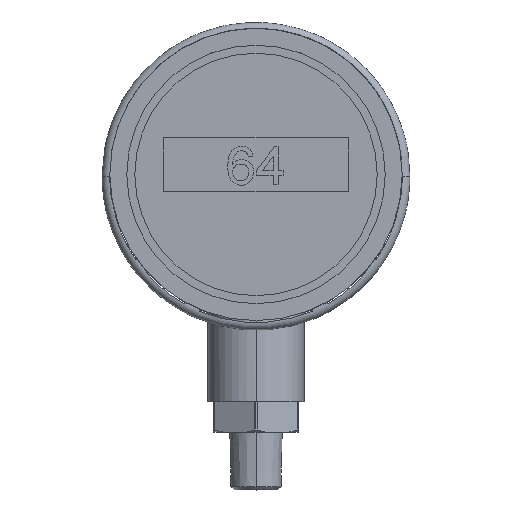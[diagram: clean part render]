
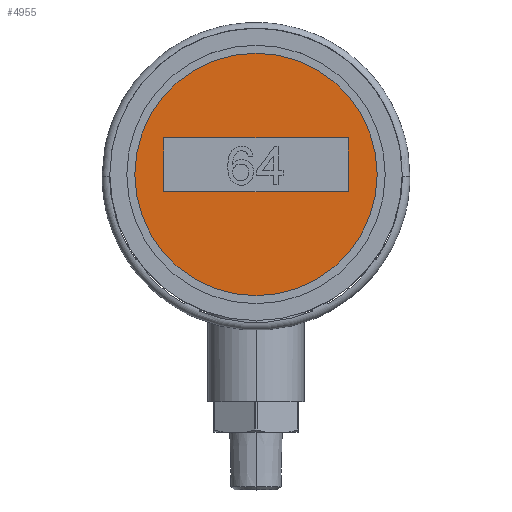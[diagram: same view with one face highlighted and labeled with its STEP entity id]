
A CAD part, top view. The second image highlights one B-rep face of the part: STEP entity #4955.
In plain terms, the highlighted planar face has unit normal (0, 0, 1).
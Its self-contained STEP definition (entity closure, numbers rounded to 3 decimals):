
#56 = DIRECTION ( 'NONE',  ( 0., 0., 1. ) ) ;
#417 = VECTOR ( 'NONE', #4433, 1000. ) ;
#497 = EDGE_CURVE ( 'NONE', #4910, #2913, #5149, .T. ) ;
#606 = DIRECTION ( 'NONE',  ( 1., 0., 0. ) ) ;
#636 = CARTESIAN_POINT ( 'NONE',  ( 0., 30., 16.95 ) ) ;
#698 = CARTESIAN_POINT ( 'NONE',  ( 24.01, 39.525, 16.95 ) ) ;
#837 = CARTESIAN_POINT ( 'NONE',  ( -24.01, 25.525, 16.95 ) ) ;
#845 = EDGE_LOOP ( 'NONE', ( #5781, #6283 ) ) ;
#912 = ORIENTED_EDGE ( 'NONE', *, *, #4544, .F. ) ;
#1175 = FACE_BOUND ( 'NONE', #2176, .T. ) ;
#1212 = VERTEX_POINT ( 'NONE', #698 ) ;
#1223 = EDGE_CURVE ( 'NONE', #6828, #1212, #4611, .T. ) ;
#1704 = EDGE_CURVE ( 'NONE', #6644, #5797, #5530, .T. ) ;
#1965 = CARTESIAN_POINT ( 'NONE',  ( 24.01, 25.525, 16.95 ) ) ;
#2036 = AXIS2_PLACEMENT_3D ( 'NONE', #636, #56, #606 ) ;
#2176 = EDGE_LOOP ( 'NONE', ( #4531, #4307, #5607, #912 ) ) ;
#2372 = VECTOR ( 'NONE', #4229, 1000. ) ;
#2374 = CARTESIAN_POINT ( 'NONE',  ( 0., 0., 16.95 ) ) ;
#2600 = CARTESIAN_POINT ( 'NONE',  ( -24.01, 39.525, 16.95 ) ) ;
#2601 = EDGE_CURVE ( 'NONE', #2913, #4910, #6883, .T. ) ;
#2913 = VERTEX_POINT ( 'NONE', #4191 ) ;
#2934 = EDGE_CURVE ( 'NONE', #1212, #6644, #5395, .T. ) ;
#3318 = CARTESIAN_POINT ( 'NONE',  ( -24.01, 25.525, 16.95 ) ) ;
#3393 = CARTESIAN_POINT ( 'NONE',  ( -31.5, 30., 16.95 ) ) ;
#3773 = AXIS2_PLACEMENT_3D ( 'NONE', #4025, #6819, #6850 ) ;
#3981 = DIRECTION ( 'NONE',  ( 1., 0., 0. ) ) ;
#4025 = CARTESIAN_POINT ( 'NONE',  ( 0., 30., 16.95 ) ) ;
#4191 = CARTESIAN_POINT ( 'NONE',  ( 31.5, 30., 16.95 ) ) ;
#4229 = DIRECTION ( 'NONE',  ( -1., 0., 0. ) ) ;
#4307 = ORIENTED_EDGE ( 'NONE', *, *, #2934, .F. ) ;
#4433 = DIRECTION ( 'NONE',  ( 0., -1., 0. ) ) ;
#4531 = ORIENTED_EDGE ( 'NONE', *, *, #1704, .F. ) ;
#4544 = EDGE_CURVE ( 'NONE', #5797, #6828, #6196, .T. ) ;
#4581 = VECTOR ( 'NONE', #5229, 1000. ) ;
#4594 = DIRECTION ( 'NONE',  ( 0., 0., 1. ) ) ;
#4611 = LINE ( 'NONE', #1965, #4581 ) ;
#4910 = VERTEX_POINT ( 'NONE', #3393 ) ;
#4947 = VECTOR ( 'NONE', #3981, 1000. ) ;
#4955 = ADVANCED_FACE ( 'NONE', ( #1175, #6730 ), #5132, .T. ) ;
#5132 = PLANE ( 'NONE',  #6318 ) ;
#5149 = CIRCLE ( 'NONE', #3773, 31.5 ) ;
#5222 = CARTESIAN_POINT ( 'NONE',  ( -24.01, 25.525, 16.95 ) ) ;
#5229 = DIRECTION ( 'NONE',  ( 0., 1., 0. ) ) ;
#5395 = LINE ( 'NONE', #2600, #2372 ) ;
#5530 = LINE ( 'NONE', #3318, #417 ) ;
#5595 = DIRECTION ( 'NONE',  ( 1., 0., 0. ) ) ;
#5607 = ORIENTED_EDGE ( 'NONE', *, *, #1223, .F. ) ;
#5781 = ORIENTED_EDGE ( 'NONE', *, *, #2601, .T. ) ;
#5797 = VERTEX_POINT ( 'NONE', #5222 ) ;
#6196 = LINE ( 'NONE', #837, #4947 ) ;
#6283 = ORIENTED_EDGE ( 'NONE', *, *, #497, .T. ) ;
#6318 = AXIS2_PLACEMENT_3D ( 'NONE', #2374, #4594, #5595 ) ;
#6549 = CARTESIAN_POINT ( 'NONE',  ( -24.01, 39.525, 16.95 ) ) ;
#6644 = VERTEX_POINT ( 'NONE', #6549 ) ;
#6730 = FACE_OUTER_BOUND ( 'NONE', #845, .T. ) ;
#6746 = CARTESIAN_POINT ( 'NONE',  ( 24.01, 25.525, 16.95 ) ) ;
#6819 = DIRECTION ( 'NONE',  ( 0., 0., 1. ) ) ;
#6828 = VERTEX_POINT ( 'NONE', #6746 ) ;
#6850 = DIRECTION ( 'NONE',  ( 1., 0., 0. ) ) ;
#6883 = CIRCLE ( 'NONE', #2036, 31.5 ) ;
